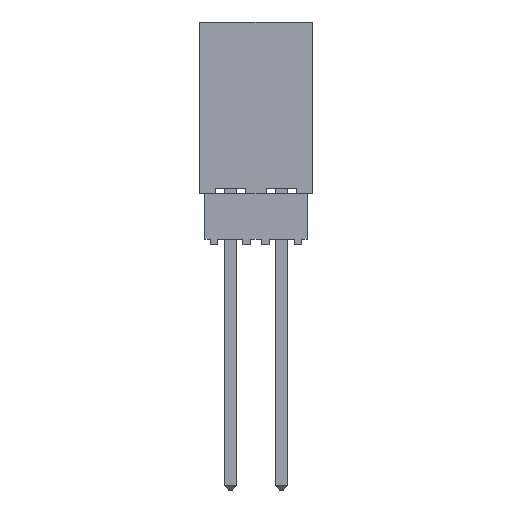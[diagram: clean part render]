
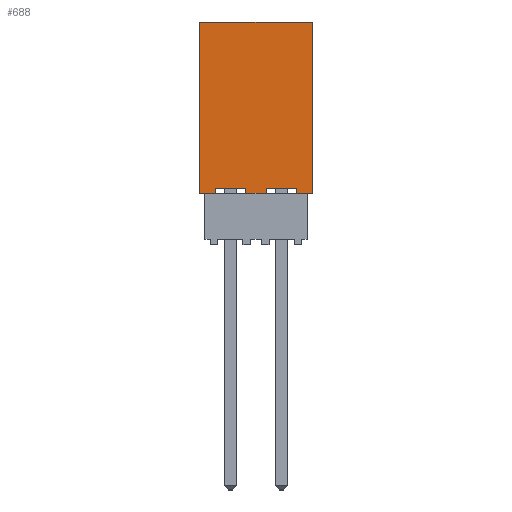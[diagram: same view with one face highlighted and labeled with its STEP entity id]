
A CAD part, top view. The second image highlights one B-rep face of the part: STEP entity #688.
In plain terms, the highlighted planar face has unit normal (0, 0, 1).
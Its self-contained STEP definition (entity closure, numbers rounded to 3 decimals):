
#688=ADVANCED_FACE('',(#1396),#1397,.T.);
#1396=FACE_OUTER_BOUND('',#2095,.T.);
#1397=PLANE('',#2096);
#2095=EDGE_LOOP('',(#4193,#4194,#4195,#4196,#4197,#4198,#4199,#4200,#4201,#4202,#4203,#4204,#4205,#4206));
#2096=AXIS2_PLACEMENT_3D('',#4207,#4208,#4209);
#4193=ORIENTED_EDGE('',*,*,#4999,.T.);
#4194=ORIENTED_EDGE('',*,*,#4956,.F.);
#4195=ORIENTED_EDGE('',*,*,#4978,.T.);
#4196=ORIENTED_EDGE('',*,*,#5025,.T.);
#4197=ORIENTED_EDGE('',*,*,#4966,.T.);
#4198=ORIENTED_EDGE('',*,*,#4936,.F.);
#4199=ORIENTED_EDGE('',*,*,#4986,.F.);
#4200=ORIENTED_EDGE('',*,*,#4993,.F.);
#4201=ORIENTED_EDGE('',*,*,#5042,.F.);
#4202=ORIENTED_EDGE('',*,*,#5039,.F.);
#4203=ORIENTED_EDGE('',*,*,#5036,.F.);
#4204=ORIENTED_EDGE('',*,*,#4934,.F.);
#4205=ORIENTED_EDGE('',*,*,#5018,.T.);
#4206=ORIENTED_EDGE('',*,*,#5026,.T.);
#4207=CARTESIAN_POINT('',(1.524,4.255,5.017));
#4208=DIRECTION('',(0.0,0.0,1.0));
#4209=DIRECTION('',(1.0,0.0,0.0));
#4934=EDGE_CURVE('',#6116,#5940,#6117,.T.);
#4936=EDGE_CURVE('',#6118,#6120,#6121,.T.);
#4956=EDGE_CURVE('',#6156,#6151,#6158,.T.);
#4966=EDGE_CURVE('',#6171,#6120,#6172,.T.);
#4978=EDGE_CURVE('',#6156,#6189,#6190,.T.);
#4986=EDGE_CURVE('',#6199,#6118,#6201,.T.);
#4993=EDGE_CURVE('',#6209,#6199,#6211,.T.);
#4999=EDGE_CURVE('',#6218,#6151,#6219,.T.);
#5018=EDGE_CURVE('',#6116,#6246,#6247,.T.);
#5025=EDGE_CURVE('',#6189,#6171,#6255,.T.);
#5026=EDGE_CURVE('',#6246,#6218,#6256,.T.);
#5036=EDGE_CURVE('',#5940,#6268,#6269,.T.);
#5039=EDGE_CURVE('',#6268,#6272,#6273,.T.);
#5042=EDGE_CURVE('',#6272,#6209,#6276,.T.);
#5940=VERTEX_POINT('',#7588);
#6116=VERTEX_POINT('',#7853);
#6117=LINE('',#7854,#7855);
#6118=VERTEX_POINT('',#7856);
#6120=VERTEX_POINT('',#7859);
#6121=LINE('',#7860,#7861);
#6151=VERTEX_POINT('',#7907);
#6156=VERTEX_POINT('',#7914);
#6158=LINE('',#7917,#7918);
#6171=VERTEX_POINT('',#7937);
#6172=LINE('',#7938,#7939);
#6189=VERTEX_POINT('',#7964);
#6190=LINE('',#7965,#7966);
#6199=VERTEX_POINT('',#7979);
#6201=LINE('',#7982,#7983);
#6209=VERTEX_POINT('',#7994);
#6211=LINE('',#7997,#7998);
#6218=VERTEX_POINT('',#8008);
#6219=LINE('',#8009,#8010);
#6246=VERTEX_POINT('',#8050);
#6247=LINE('',#8051,#8052);
#6255=LINE('',#8064,#8065);
#6256=LINE('',#8066,#8067);
#6268=VERTEX_POINT('',#8085);
#6269=LINE('',#8086,#8087);
#6272=VERTEX_POINT('',#8091);
#6273=LINE('',#8092,#8093);
#6276=LINE('',#8097,#8098);
#7588=CARTESIAN_POINT('',(0.254,0.0,5.017));
#7853=CARTESIAN_POINT('',(0.762,0.0,5.017));
#7854=CARTESIAN_POINT('',(0.0,0.0,5.017));
#7855=VECTOR('',#8675,1.0);
#7856=CARTESIAN_POINT('',(5.334,0.0,5.017));
#7859=CARTESIAN_POINT('',(4.826,0.0,5.017));
#7860=CARTESIAN_POINT('',(3.048,0.0,5.017));
#7861=VECTOR('',#8677,1.0);
#7907=CARTESIAN_POINT('',(2.286,0.0,5.017));
#7914=CARTESIAN_POINT('',(3.302,0.0,5.017));
#7917=CARTESIAN_POINT('',(3.048,0.0,5.017));
#7918=VECTOR('',#8697,1.0);
#7937=CARTESIAN_POINT('',(4.826,0.254,5.017));
#7938=CARTESIAN_POINT('',(4.826,2.191,5.017));
#7939=VECTOR('',#8704,1.0);
#7964=CARTESIAN_POINT('',(3.302,0.254,5.017));
#7965=CARTESIAN_POINT('',(3.302,2.191,5.017));
#7966=VECTOR('',#8713,1.0);
#7979=CARTESIAN_POINT('',(5.588,0.0,5.017));
#7982=CARTESIAN_POINT('',(3.048,0.0,5.017));
#7983=VECTOR('',#8719,1.0);
#7994=CARTESIAN_POINT('',(5.588,8.509,5.017));
#7997=CARTESIAN_POINT('',(5.588,0.0,5.017));
#7998=VECTOR('',#8724,1.0);
#8008=CARTESIAN_POINT('',(2.286,0.254,5.017));
#8009=CARTESIAN_POINT('',(2.286,2.191,5.017));
#8010=VECTOR('',#8728,1.0);
#8050=CARTESIAN_POINT('',(0.762,0.254,5.017));
#8051=CARTESIAN_POINT('',(0.762,2.191,5.017));
#8052=VECTOR('',#8742,1.0);
#8064=CARTESIAN_POINT('',(4.191,0.254,5.017));
#8065=VECTOR('',#8747,1.0);
#8066=CARTESIAN_POINT('',(1.524,0.254,5.017));
#8067=VECTOR('',#8748,1.0);
#8085=CARTESIAN_POINT('',(0.0,0.0,5.017));
#8086=CARTESIAN_POINT('',(0.0,0.0,5.017));
#8087=VECTOR('',#8755,1.0);
#8091=CARTESIAN_POINT('',(0.,8.509,5.017));
#8092=CARTESIAN_POINT('',(0.,8.509,5.017));
#8093=VECTOR('',#8757,1.0);
#8097=CARTESIAN_POINT('',(3.048,8.509,5.017));
#8098=VECTOR('',#8759,1.0);
#8675=DIRECTION('',(-1.0,-0.0,-0.0));
#8677=DIRECTION('',(-1.0,-0.0,-0.0));
#8697=DIRECTION('',(-1.0,-0.0,-0.0));
#8704=DIRECTION('',(0.0,-1.0,0.0));
#8713=DIRECTION('',(0.0,1.0,0.0));
#8719=DIRECTION('',(-1.0,-0.0,-0.0));
#8724=DIRECTION('',(0.,-1.0,-0.0));
#8728=DIRECTION('',(0.0,-1.0,0.0));
#8742=DIRECTION('',(0.0,1.0,0.0));
#8747=DIRECTION('',(1.0,0.0,0.0));
#8748=DIRECTION('',(1.0,0.0,0.0));
#8755=DIRECTION('',(-1.0,-0.0,-0.0));
#8757=DIRECTION('',(0.,1.0,0.0));
#8759=DIRECTION('',(1.0,0.0,0.0));
